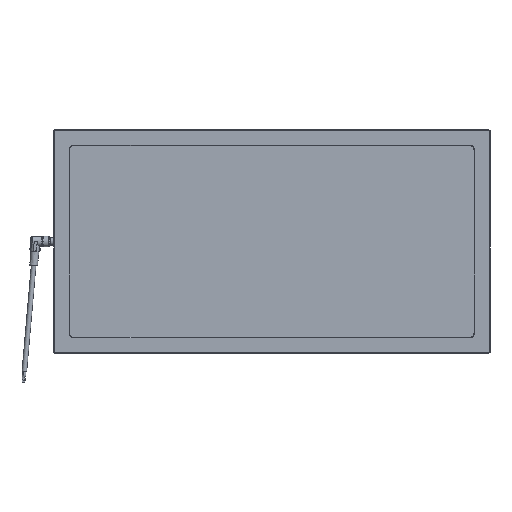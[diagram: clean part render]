
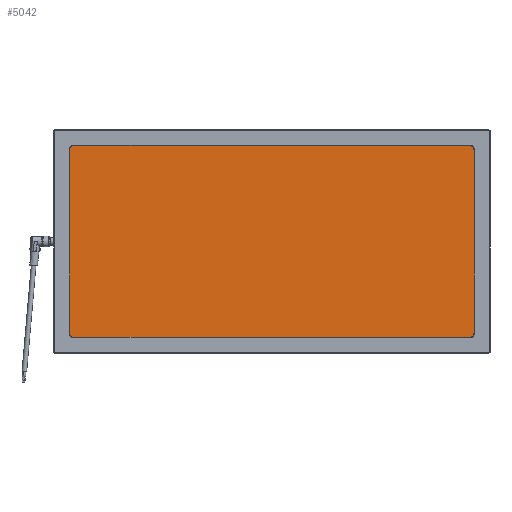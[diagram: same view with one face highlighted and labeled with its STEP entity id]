
A CAD part, front view. The second image highlights one B-rep face of the part: STEP entity #5042.
In plain terms, the highlighted planar face has unit normal (0, -1, 0).
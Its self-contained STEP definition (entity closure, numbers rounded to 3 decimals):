
#196=CIRCLE('',#5475,7.7);
#197=CIRCLE('',#5476,7.7);
#198=CIRCLE('',#5477,7.7);
#199=CIRCLE('',#5478,6.7);
#679=LINE('',#8574,#947);
#680=LINE('',#8577,#948);
#681=LINE('',#8579,#949);
#682=LINE('',#8583,#950);
#683=LINE('',#8587,#951);
#684=LINE('',#8591,#952);
#685=LINE('',#8593,#953);
#686=LINE('',#8595,#954);
#947=VECTOR('',#6349,1000.);
#948=VECTOR('',#6350,1000.);
#949=VECTOR('',#6351,1000.);
#950=VECTOR('',#6354,1000.);
#951=VECTOR('',#6357,1000.);
#952=VECTOR('',#6360,1000.);
#953=VECTOR('',#6361,1000.);
#954=VECTOR('',#6362,1000.);
#1466=ORIENTED_EDGE('',*,*,#2263,.F.);
#1467=ORIENTED_EDGE('',*,*,#2264,.F.);
#1468=ORIENTED_EDGE('',*,*,#2265,.F.);
#1469=ORIENTED_EDGE('',*,*,#2266,.F.);
#1470=ORIENTED_EDGE('',*,*,#2267,.F.);
#1471=ORIENTED_EDGE('',*,*,#2268,.F.);
#1472=ORIENTED_EDGE('',*,*,#2269,.F.);
#1473=ORIENTED_EDGE('',*,*,#2270,.F.);
#1474=ORIENTED_EDGE('',*,*,#2271,.F.);
#1475=ORIENTED_EDGE('',*,*,#2272,.F.);
#1476=ORIENTED_EDGE('',*,*,#2273,.F.);
#1477=ORIENTED_EDGE('',*,*,#2274,.F.);
#2263=EDGE_CURVE('',#2844,#2845,#679,.T.);
#2264=EDGE_CURVE('',#2846,#2844,#680,.T.);
#2265=EDGE_CURVE('',#2847,#2846,#681,.T.);
#2266=EDGE_CURVE('',#2848,#2847,#196,.T.);
#2267=EDGE_CURVE('',#2849,#2848,#682,.T.);
#2268=EDGE_CURVE('',#2850,#2849,#197,.T.);
#2269=EDGE_CURVE('',#2851,#2850,#683,.T.);
#2270=EDGE_CURVE('',#2852,#2851,#198,.T.);
#2271=EDGE_CURVE('',#2853,#2852,#684,.T.);
#2272=EDGE_CURVE('',#2854,#2853,#685,.T.);
#2273=EDGE_CURVE('',#2855,#2854,#686,.T.);
#2274=EDGE_CURVE('',#2845,#2855,#199,.T.);
#2844=VERTEX_POINT('',#8575);
#2845=VERTEX_POINT('',#8576);
#2846=VERTEX_POINT('',#8578);
#2847=VERTEX_POINT('',#8580);
#2848=VERTEX_POINT('',#8582);
#2849=VERTEX_POINT('',#8584);
#2850=VERTEX_POINT('',#8586);
#2851=VERTEX_POINT('',#8588);
#2852=VERTEX_POINT('',#8590);
#2853=VERTEX_POINT('',#8592);
#2854=VERTEX_POINT('',#8594);
#2855=VERTEX_POINT('',#8596);
#3347=EDGE_LOOP('',(#1466,#1467,#1468,#1469,#1470,#1471,#1472,#1473,#1474,
#1475,#1476,#1477));
#3750=FACE_BOUND('',#3347,.T.);
#4102=PLANE('',#5474);
#5042=ADVANCED_FACE('',(#3750),#4102,.F.);
#5474=AXIS2_PLACEMENT_3D('',#8573,#6347,#6348);
#5475=AXIS2_PLACEMENT_3D('',#8581,#6352,#6353);
#5476=AXIS2_PLACEMENT_3D('',#8585,#6355,#6356);
#5477=AXIS2_PLACEMENT_3D('',#8589,#6358,#6359);
#5478=AXIS2_PLACEMENT_3D('',#8597,#6363,#6364);
#6347=DIRECTION('',(0.,1.,0.));
#6348=DIRECTION('',(0.,0.,1.));
#6349=DIRECTION('',(-1.,0.,0.));
#6350=DIRECTION('',(-0.705,0.,0.709));
#6351=DIRECTION('',(-1.,0.,0.));
#6352=DIRECTION('',(0.,1.,0.));
#6353=DIRECTION('',(-1.,0.,0.));
#6354=DIRECTION('',(0.,0.,-1.));
#6355=DIRECTION('',(0.,1.,0.));
#6356=DIRECTION('',(-1.,0.,0.));
#6357=DIRECTION('',(1.,0.,0.));
#6358=DIRECTION('',(0.,1.,0.));
#6359=DIRECTION('',(-1.,0.,0.));
#6360=DIRECTION('',(0.,0.,1.));
#6361=DIRECTION('',(-0.707,0.,0.707));
#6362=DIRECTION('',(0.,0.,1.));
#6363=DIRECTION('',(0.,1.,0.));
#6364=DIRECTION('',(1.,0.,0.));
#8573=CARTESIAN_POINT('',(-148.,1.5,-138.));
#8574=CARTESIAN_POINT('',(36.852,1.5,-144.7));
#8575=CARTESIAN_POINT('',(72.242,1.5,-144.7));
#8576=CARTESIAN_POINT('',(-148.,1.5,-144.7));
#8577=CARTESIAN_POINT('',(72.242,1.5,-144.7));
#8578=CARTESIAN_POINT('',(73.237,1.5,-145.7));
#8579=CARTESIAN_POINT('',(228.,1.5,-145.7));
#8580=CARTESIAN_POINT('',(228.,1.5,-145.7));
#8581=CARTESIAN_POINT('',(228.,1.5,-138.));
#8582=CARTESIAN_POINT('',(235.7,1.5,-138.));
#8583=CARTESIAN_POINT('',(235.7,1.5,38.));
#8584=CARTESIAN_POINT('',(235.7,1.5,38.));
#8585=CARTESIAN_POINT('',(228.,1.5,38.));
#8586=CARTESIAN_POINT('',(228.,1.5,45.7));
#8587=CARTESIAN_POINT('',(-148.,1.5,45.7));
#8588=CARTESIAN_POINT('',(-148.,1.5,45.7));
#8589=CARTESIAN_POINT('',(-148.,1.5,38.));
#8590=CARTESIAN_POINT('',(-155.7,1.5,38.));
#8591=CARTESIAN_POINT('',(-155.7,1.5,-31.8));
#8592=CARTESIAN_POINT('',(-155.7,1.5,-31.8));
#8593=CARTESIAN_POINT('',(-154.7,1.5,-32.8));
#8594=CARTESIAN_POINT('',(-154.7,1.5,-32.8));
#8595=CARTESIAN_POINT('',(-154.7,1.5,-68.2));
#8596=CARTESIAN_POINT('',(-154.7,1.5,-138.));
#8597=CARTESIAN_POINT('',(-148.,1.5,-138.));
